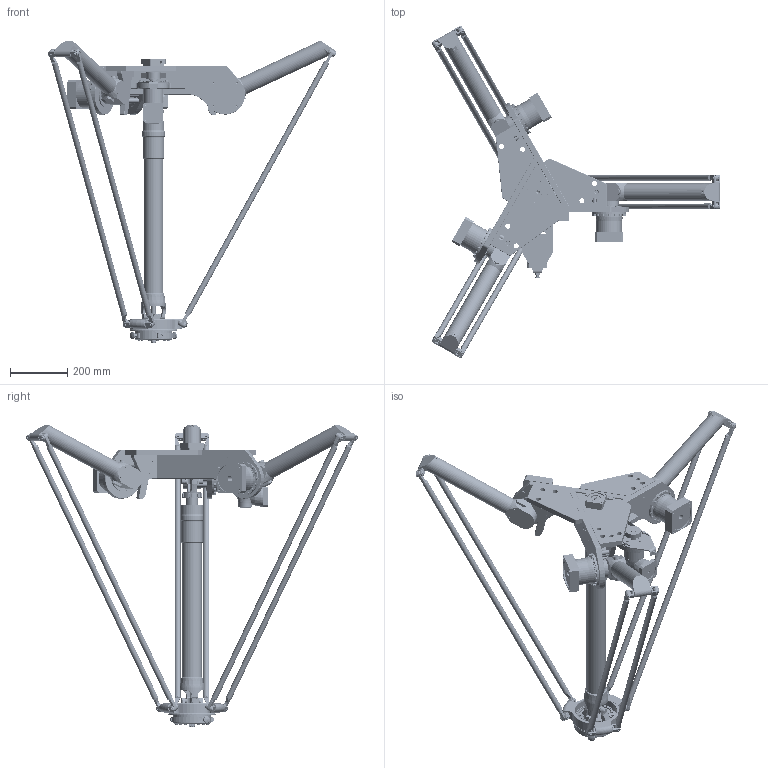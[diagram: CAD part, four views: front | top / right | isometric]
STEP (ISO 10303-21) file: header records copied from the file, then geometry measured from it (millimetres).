
FILE_DESCRIPTION(/* description */ (''),/* implementation_level */ '2;1');
FILE_NAME(/* name */ '3D-model_A_00053-TS1-ATS.stp',/* time_stamp */ '2022-02-12T09:52:36+01:00',/* author */ ('michael.schutter'),/* organization */ ('Majatronic'),/* preprocessor_version */ 'ST-DEVELOPER v16.5',/* originating_system */ 'Autodesk Inventor 2017',/* authorisation */ '');
FILE_SCHEMA (('AUTOMOTIVE_DESIGN { 1 0 10303 214 3 1 1 }'));
Length unit declared in the file: millimetre
Products named in the file (16): MT_BGR00018864MT_BGR; MT_BGR00018862MT_BGR; MT_WST00058569MT_WST; MT_WST00058597MT_WST; MT_WST00058598MT_WST; MT_WST00058144MT_WST; MT_WST00058086MT_WST; MT_WST00031699MT_WST; MT_WST00058088MT_WST; MT_WST00066319MT_WST; MT_WST00106842; MT_WST00066327MT_WST; MT_WST00066328MT_WST; MT_WST00058575MT_WST; MT_WST00058878MT_WST; MT_WST00058879MT_WST
Assembly tree (32 placements, depth 3):
  MT_BGR00018864MT_BGR
    MT_BGR00018862MT_BGR
      MT_WST00058569MT_WST
      MT_WST00058597MT_WST  x3
      MT_WST00058598MT_WST
    MT_WST00058144MT_WST  x3
    MT_WST00031699MT_WST  x6
    MT_WST00058086MT_WST  x6
    MT_WST00058088MT_WST
    MT_WST00066319MT_WST
    MT_WST00106842  x2
    MT_WST00066327MT_WST
    MT_WST00066328MT_WST
    MT_WST00058575MT_WST
    MT_WST00058878MT_WST  x2
    MT_WST00058879MT_WST  x2
Bounding box: 1006.03 x 1158.52 x 1056.81 mm (x, y, z)
Volume: 19661043.7 mm3; surface area: 2256201.5 mm2
Topology: 31 solids, 46 shells, 4066 faces, 9388 edges, 5918 vertices
Faces by surface type: plane 2172, cylinder 1237, cone 406, torus 136, bspline 104, sphere 11
Full cylindrical faces by diameter (mm): 3 x2, 3.459 x12, 3.5 x2, 4 x2, 4.134 x9, 4.917 x11, 5 x56, 5.5 x1, 6 x45, 6.5 x4, 6.647 x12, 7 x12, 8 x39, 8.5 x96, 10 x49, 10.1 x2, 11 x1, 11.4 x1, 11.45 x6, 12 x27, 15 x6, 15.4 x3, 15.5 x1, 16 x37, 17.5 x9, 18 x32, 19 x9, 20 x28, 23.9 x1, 24 x1
Entity records: 84783 total; most frequent: CARTESIAN_POINT 24067, DIRECTION 12443, ORIENTED_EDGE 11382, EDGE_CURVE 5691, AXIS2_PLACEMENT_3D 4609, VERTEX_POINT 3872, EDGE_LOOP 3547, LINE 3225
